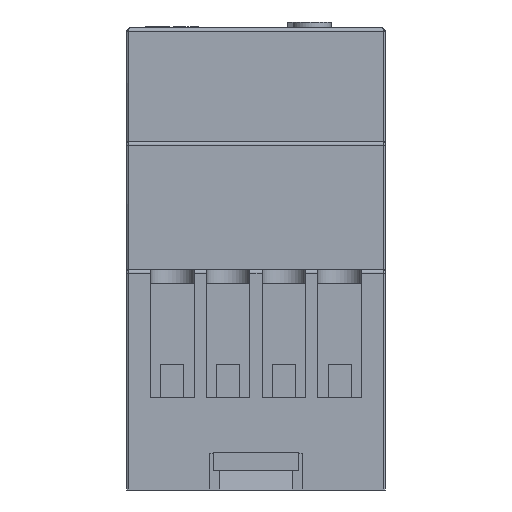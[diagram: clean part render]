
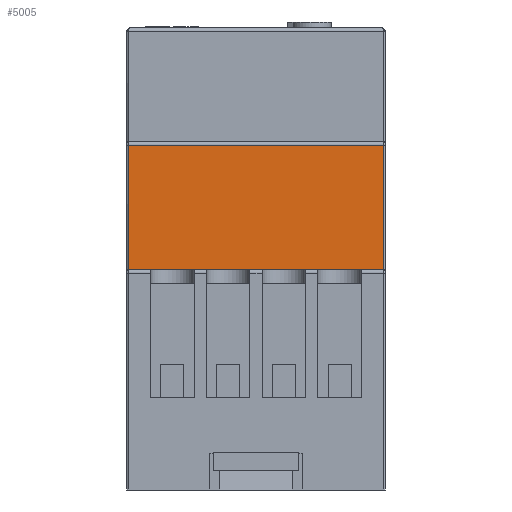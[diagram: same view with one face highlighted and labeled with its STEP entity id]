
A CAD part, front view. The second image highlights one B-rep face of the part: STEP entity #5005.
In plain terms, the highlighted planar face has unit normal (0, -1, 0).
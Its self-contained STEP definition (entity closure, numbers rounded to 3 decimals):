
#605 = CARTESIAN_POINT ( 'NONE',  ( -0.2, 11., 49. ) ) ;
#931 = VERTEX_POINT ( 'NONE', #3778 ) ;
#1149 = EDGE_CURVE ( 'NONE', #14543, #931, #5716, .T. ) ;
#1757 = AXIS2_PLACEMENT_3D ( 'NONE', #4455, #6702, #5565 ) ;
#1773 = EDGE_CURVE ( 'NONE', #931, #12134, #11795, .T. ) ;
#2090 = ORIENTED_EDGE ( 'NONE', *, *, #1149, .T. ) ;
#2718 = CARTESIAN_POINT ( 'NONE',  ( -36.3, 11., 48.5 ) ) ;
#3410 = EDGE_CURVE ( 'NONE', #12134, #6490, #8555, .T. ) ;
#3513 = VECTOR ( 'NONE', #8748, 1000. ) ;
#3778 = CARTESIAN_POINT ( 'NONE',  ( -36.1, 11., 48.5 ) ) ;
#4074 = ORIENTED_EDGE ( 'NONE', *, *, #3410, .T. ) ;
#4317 = VECTOR ( 'NONE', #13462, 1000. ) ;
#4400 = CARTESIAN_POINT ( 'NONE',  ( -0.2, 11., 48.5 ) ) ;
#4455 = CARTESIAN_POINT ( 'NONE',  ( -36.3, 11., 49. ) ) ;
#5005 = ADVANCED_FACE ( 'NONE', ( #8505 ), #9258, .T. ) ;
#5565 = DIRECTION ( 'NONE',  ( 0., 0., -1. ) ) ;
#5577 = ORIENTED_EDGE ( 'NONE', *, *, #7084, .T. ) ;
#5716 = LINE ( 'NONE', #2718, #14335 ) ;
#6001 = VECTOR ( 'NONE', #7780, 1000. ) ;
#6343 = CARTESIAN_POINT ( 'NONE',  ( -36.3, 11., 31. ) ) ;
#6490 = VERTEX_POINT ( 'NONE', #14757 ) ;
#6702 = DIRECTION ( 'NONE',  ( 0., -1., 0. ) ) ;
#7084 = EDGE_CURVE ( 'NONE', #6490, #14543, #12378, .T. ) ;
#7780 = DIRECTION ( 'NONE',  ( 0., 0., 1. ) ) ;
#8241 = ORIENTED_EDGE ( 'NONE', *, *, #1773, .T. ) ;
#8505 = FACE_OUTER_BOUND ( 'NONE', #10851, .T. ) ;
#8555 = LINE ( 'NONE', #6343, #3513 ) ;
#8748 = DIRECTION ( 'NONE',  ( 1., 0., 0. ) ) ;
#8806 = CARTESIAN_POINT ( 'NONE',  ( -36.1, 11., 31. ) ) ;
#9258 = PLANE ( 'NONE',  #1757 ) ;
#10500 = CARTESIAN_POINT ( 'NONE',  ( -36.1, 11., 31. ) ) ;
#10851 = EDGE_LOOP ( 'NONE', ( #2090, #8241, #4074, #5577 ) ) ;
#11795 = LINE ( 'NONE', #8806, #4317 ) ;
#12134 = VERTEX_POINT ( 'NONE', #10500 ) ;
#12378 = LINE ( 'NONE', #605, #6001 ) ;
#13462 = DIRECTION ( 'NONE',  ( 0., 0., -1. ) ) ;
#14335 = VECTOR ( 'NONE', #14684, 1000. ) ;
#14543 = VERTEX_POINT ( 'NONE', #4400 ) ;
#14684 = DIRECTION ( 'NONE',  ( -1., 0., 0. ) ) ;
#14757 = CARTESIAN_POINT ( 'NONE',  ( -0.2, 11., 31. ) ) ;
